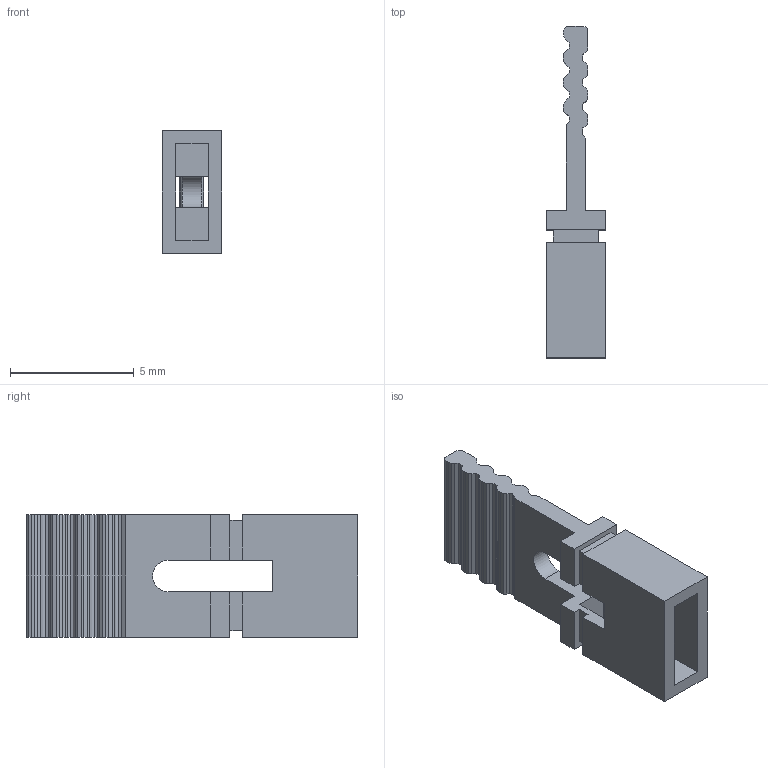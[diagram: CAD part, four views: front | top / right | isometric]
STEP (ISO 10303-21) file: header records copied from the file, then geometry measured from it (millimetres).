
FILE_DESCRIPTION(('STEP AP242'),'1');
FILE_NAME('jumper_aksplt_g-black.stp','2020-03-26T20:05:17',('TraceParts'),('TraceParts S.A.'),'Spatial InterOp 3D',' ',' ');
FILE_SCHEMA(('AP242_MANAGED_MODEL_BASED_3D_ENGINEERING_MIM_LF {1 0 10303 442 1 1 4}'));
Length unit declared in the file: millimetre
Products named in the file (1): jumper_aksplt_g-black
Bounding box: 2.42 x 13.41 x 4.97 mm (x, y, z)
Volume: 64.8 mm3; surface area: 257.3 mm2
Topology: 1 solids, 1 shells, 111 faces, 336 edges, 224 vertices
Faces by surface type: plane 110, cylinder 1
Entity records: 3715 total; most frequent: CARTESIAN_POINT 672, ORIENTED_EDGE 672, DIRECTION 562, EDGE_CURVE 336, LINE 334, VECTOR 334, VERTEX_POINT 224, AXIS2_PLACEMENT_3D 114
